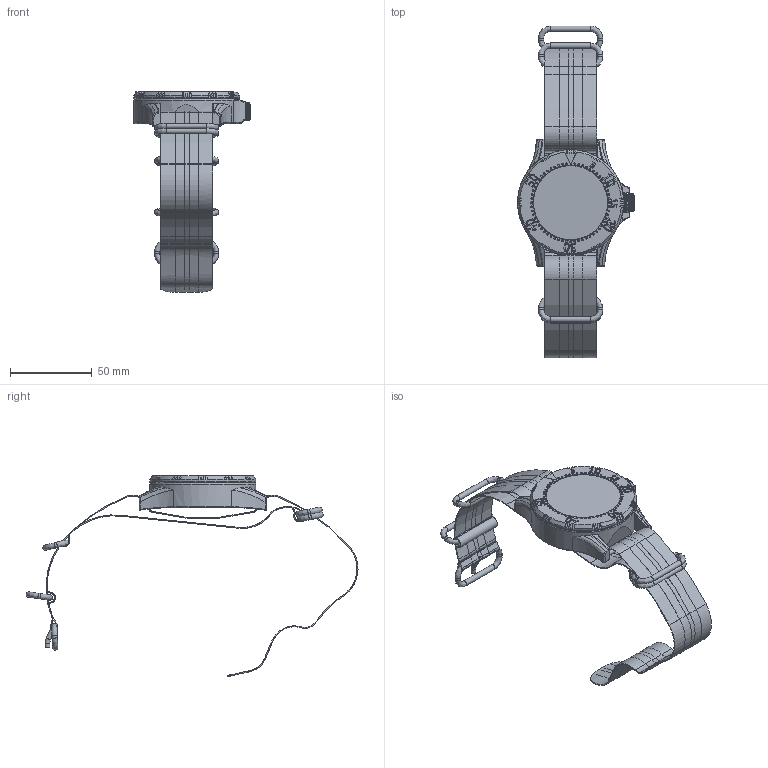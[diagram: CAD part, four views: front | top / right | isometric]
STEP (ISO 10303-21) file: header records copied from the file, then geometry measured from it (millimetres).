
FILE_DESCRIPTION(('FreeCAD Model'),'2;1');
FILE_NAME('Open CASCADE Shape Model','2025-04-25T15:44:15',('FreeCAD'),( 'FreeCAD'),'Open CASCADE STEP processor 7.6','FreeCAD','Unknown');
FILE_SCHEMA(('AUTOMOTIVE_DESIGN { 1 0 10303 214 1 1 1 1 }'));
Products named in the file (1): Open CASCADE STEP translator 7.6 1
Bounding box: 71.44 x 202.88 x 122.51 mm (x, y, z)
Volume: 77341 mm3; surface area: 67736 mm2
Topology: 19 solids, 19 shells, 2244 faces, 5804 edges, 3802 vertices
Faces by surface type: bspline 2244
Entity records: 73907 total; most frequent: CARTESIAN_POINT 39535, ORIENTED_EDGE 11606, EDGE_CURVE 5803, B_SPLINE_CURVE_WITH_KNOTS 4419, VERTEX_POINT 3802, FACE_BOUND 2461, EDGE_LOOP 2461, ADVANCED_FACE 2244
